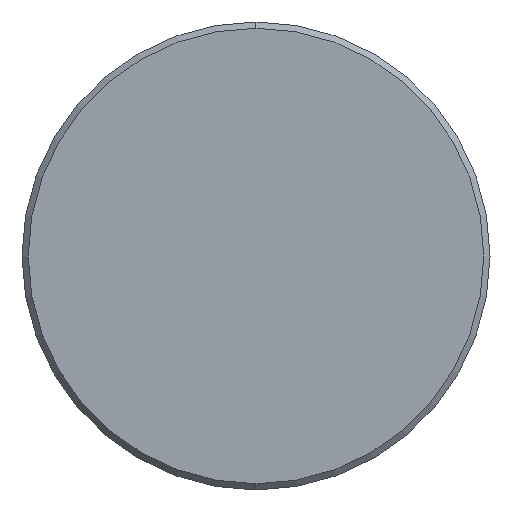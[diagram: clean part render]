
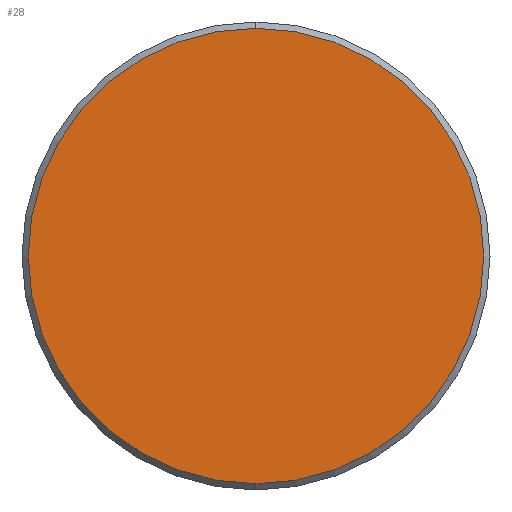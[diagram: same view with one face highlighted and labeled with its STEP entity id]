
A CAD part, left-side view. The second image highlights one B-rep face of the part: STEP entity #28.
In plain terms, the highlighted planar face has unit normal (-1, 0, 0).
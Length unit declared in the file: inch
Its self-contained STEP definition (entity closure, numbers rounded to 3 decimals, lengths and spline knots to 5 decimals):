
#8 = ORIENTED_EDGE ( 'NONE', *, *, #36, .T. ) ;
#14 = AXIS2_PLACEMENT_3D ( 'NONE', #76, #34, #19 ) ;
#19 = DIRECTION ( 'NONE',  ( 0., 0., -1. ) ) ;
#20 = CARTESIAN_POINT ( 'NONE',  ( -12., 0., -0.365 ) ) ;
#28 = ADVANCED_FACE ( 'NONE', ( #99 ), #272, .F. ) ;
#34 = DIRECTION ( 'NONE',  ( 1., 0., 0. ) ) ;
#36 = EDGE_CURVE ( 'NONE', #113, #164, #95, .T. ) ;
#42 = AXIS2_PLACEMENT_3D ( 'NONE', #277, #98, #257 ) ;
#62 = EDGE_CURVE ( 'NONE', #164, #113, #175, .T. ) ;
#76 = CARTESIAN_POINT ( 'NONE',  ( -12., 0., 0. ) ) ;
#95 = CIRCLE ( 'NONE', #244, 0.365 ) ;
#98 = DIRECTION ( 'NONE',  ( -1., 0., 0. ) ) ;
#99 = FACE_OUTER_BOUND ( 'NONE', #161, .T. ) ;
#113 = VERTEX_POINT ( 'NONE', #150 ) ;
#122 = ORIENTED_EDGE ( 'NONE', *, *, #62, .T. ) ;
#147 = CARTESIAN_POINT ( 'NONE',  ( -12., 0., 0. ) ) ;
#150 = CARTESIAN_POINT ( 'NONE',  ( -12., 0., 0.365 ) ) ;
#161 = EDGE_LOOP ( 'NONE', ( #122, #8 ) ) ;
#164 = VERTEX_POINT ( 'NONE', #20 ) ;
#175 = CIRCLE ( 'NONE', #42, 0.365 ) ;
#231 = DIRECTION ( 'NONE',  ( -1., 0., 0. ) ) ;
#244 = AXIS2_PLACEMENT_3D ( 'NONE', #147, #231, #273 ) ;
#257 = DIRECTION ( 'NONE',  ( 0., 0., -1. ) ) ;
#272 = PLANE ( 'NONE',  #14 ) ;
#273 = DIRECTION ( 'NONE',  ( 0., 0., -1. ) ) ;
#277 = CARTESIAN_POINT ( 'NONE',  ( -12., 0., 0. ) ) ;
